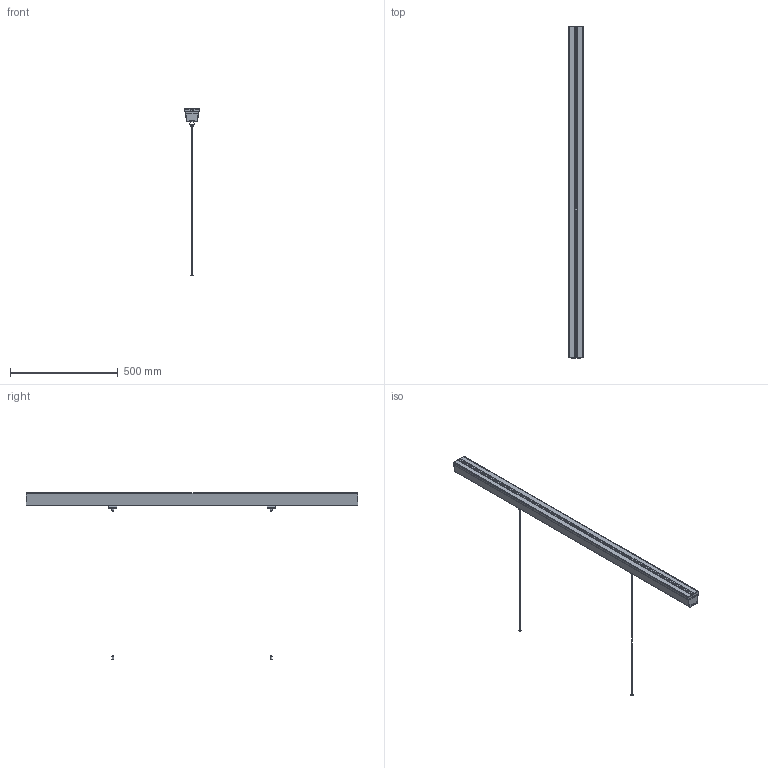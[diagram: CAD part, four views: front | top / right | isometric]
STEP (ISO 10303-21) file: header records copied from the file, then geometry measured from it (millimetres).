
FILE_DESCRIPTION (( 'STEP AP214' ), '1' );
FILE_NAME ('LEDVANCE_Trusys_1500.STEP', '2022-02-01T10:47:33', ( '' ), ( '' ), 'SwSTEP 2.0', 'SolidWorks 2020', '' );
FILE_SCHEMA (( 'AUTOMOTIVE_DESIGN' ));
Length unit declared in the file: millimetre
Products named in the file (1): LEDVANCE_Trusys_1500
Bounding box: 71.02 x 1538 x 772.64 mm (x, y, z)
Volume: 998134.5 mm3; surface area: 1019597 mm2
Topology: 15 solids, 15 shells, 186 faces, 456 edges, 302 vertices
Faces by surface type: plane 135, cylinder 47, torus 4
Full cylindrical faces by diameter (mm): 1.958 x1, 1.975 x1, 2.401 x4, 7.394 x2, 10 x2, 11 x2
Entity records: 5508 total; most frequent: CARTESIAN_POINT 925, DIRECTION 906, ORIENTED_EDGE 876, EDGE_CURVE 438, VECTOR 344, LINE 344, VERTEX_POINT 300, AXIS2_PLACEMENT_3D 281
